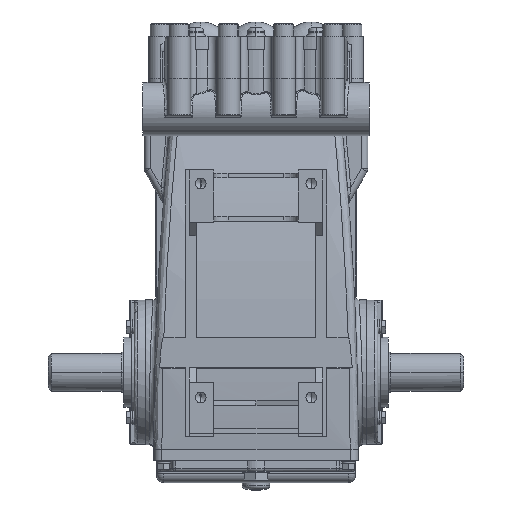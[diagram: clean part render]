
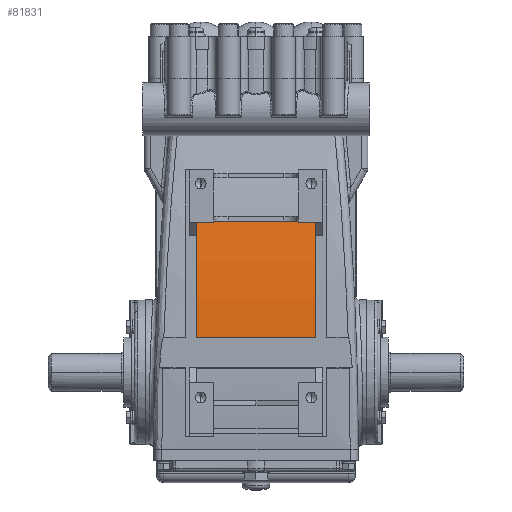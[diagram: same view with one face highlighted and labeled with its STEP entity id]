
A CAD part, front view. The second image highlights one B-rep face of the part: STEP entity #81831.
In plain terms, the highlighted cylindrical face has radius 634.291 mm (diameter 1268.58 mm), a partial arc.
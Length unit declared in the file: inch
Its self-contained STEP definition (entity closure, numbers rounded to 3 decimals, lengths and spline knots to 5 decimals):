
#37304 = DIRECTION ( 'NONE',  ( 0., 0., 1. ) ) ;
#37305 = DIRECTION ( 'NONE',  ( 1., 0., 0. ) ) ;
#37306 = CARTESIAN_POINT ( 'NONE',  ( 1.875, 22.0882, 0.07423 ) ) ;
#37307 = AXIS2_PLACEMENT_3D ( 'NONE', #37306, #37305, #37304 ) ;
#37308 = CIRCLE ( 'NONE', #37307, 24.97208 ) ;
#37309 = CARTESIAN_POINT ( 'NONE',  ( 1.875, -2.45546, 4.68 ) ) ;
#37365 = CARTESIAN_POINT ( 'NONE',  ( 1.875, -2.8633, 1.08774 ) ) ;
#37379 = CARTESIAN_POINT ( 'NONE',  ( -1.875, -2.45546, 4.68 ) ) ;
#37380 = DIRECTION ( 'NONE',  ( 0., 0., -1. ) ) ;
#37381 = DIRECTION ( 'NONE',  ( -1., 0., 0. ) ) ;
#37382 = CARTESIAN_POINT ( 'NONE',  ( -1.875, 22.0882, 0.07423 ) ) ;
#37383 = AXIS2_PLACEMENT_3D ( 'NONE', #37382, #37381, #37380 ) ;
#37384 = CIRCLE ( 'NONE', #37383, 24.97208 ) ;
#37385 = CARTESIAN_POINT ( 'NONE',  ( -1.875, -2.8633, 1.08774 ) ) ;
#37435 = FACE_OUTER_BOUND ( 'NONE', #81833, .T. ) ;
#37471 = DIRECTION ( 'NONE',  ( 0., 0., 1. ) ) ;
#37472 = DIRECTION ( 'NONE',  ( -1., 0., 0. ) ) ;
#37473 = CARTESIAN_POINT ( 'NONE',  ( 3.1935, 22.0882, 0.07423 ) ) ;
#37474 = AXIS2_PLACEMENT_3D ( 'NONE', #37473, #37472, #37471 ) ;
#37476 = CYLINDRICAL_SURFACE ( 'NONE', #37474, 24.97208 ) ;
#37586 = DIRECTION ( 'NONE',  ( 1., 0., 0. ) ) ;
#37587 = VECTOR ( 'NONE', #37586, 39.37008 ) ;
#37588 = CARTESIAN_POINT ( 'NONE',  ( 3.1935, -2.45546, 4.68 ) ) ;
#37589 = LINE ( 'NONE', #37588, #37587 ) ;
#37591 = CARTESIAN_POINT ( 'NONE',  ( -1.314, -2.45546, 4.68 ) ) ;
#37592 = DIRECTION ( 'NONE',  ( 0., 0., -1. ) ) ;
#37593 = DIRECTION ( 'NONE',  ( -1., 0., 0. ) ) ;
#37594 = CARTESIAN_POINT ( 'NONE',  ( -1.314, 22.0882, 0.07423 ) ) ;
#37595 = AXIS2_PLACEMENT_3D ( 'NONE', #37594, #37593, #37592 ) ;
#37596 = CIRCLE ( 'NONE', #37595, 24.97208 ) ;
#37638 = CARTESIAN_POINT ( 'NONE',  ( -1.314, -2.44603, 4.73 ) ) ;
#37639 = DIRECTION ( 'NONE',  ( 1., 0., 0. ) ) ;
#37640 = VECTOR ( 'NONE', #37639, 39.37008 ) ;
#37641 = CARTESIAN_POINT ( 'NONE',  ( 3.1935, -2.44603, 4.73 ) ) ;
#37642 = LINE ( 'NONE', #37641, #37640 ) ;
#37643 = CARTESIAN_POINT ( 'NONE',  ( 1.314, -2.44603, 4.73 ) ) ;
#37644 = DIRECTION ( 'NONE',  ( 0., 0., 1. ) ) ;
#37645 = DIRECTION ( 'NONE',  ( 1., 0., 0. ) ) ;
#37646 = CARTESIAN_POINT ( 'NONE',  ( 1.314, 22.0882, 0.07423 ) ) ;
#37647 = AXIS2_PLACEMENT_3D ( 'NONE', #37646, #37645, #37644 ) ;
#37648 = CIRCLE ( 'NONE', #37647, 24.97208 ) ;
#37649 = CARTESIAN_POINT ( 'NONE',  ( 1.314, -2.45546, 4.68 ) ) ;
#37650 = DIRECTION ( 'NONE',  ( 1., 0., 0. ) ) ;
#37651 = VECTOR ( 'NONE', #37650, 39.37008 ) ;
#37652 = CARTESIAN_POINT ( 'NONE',  ( 3.1935, -2.45546, 4.68 ) ) ;
#37653 = LINE ( 'NONE', #37652, #37651 ) ;
#37654 = DIRECTION ( 'NONE',  ( 1., 0., 0. ) ) ;
#37655 = VECTOR ( 'NONE', #37654, 39.37008 ) ;
#37656 = CARTESIAN_POINT ( 'NONE',  ( 3.1935, -2.8633, 1.08774 ) ) ;
#37657 = LINE ( 'NONE', #37656, #37655 ) ;
#81771 = VERTEX_POINT ( 'NONE', #37309 ) ;
#81774 = EDGE_CURVE ( 'NONE', #81771, #81775, #37308, .T. ) ;
#81775 = VERTEX_POINT ( 'NONE', #37365 ) ;
#81791 = VERTEX_POINT ( 'NONE', #37385 ) ;
#81793 = EDGE_CURVE ( 'NONE', #81791, #81795, #37384, .T. ) ;
#81795 = VERTEX_POINT ( 'NONE', #37379 ) ;
#81831 = ADVANCED_FACE ( 'NONE', ( #37435 ), #37476, .T. ) ;
#81833 = EDGE_LOOP ( 'NONE', ( #81923, #81924, #81927, #81928, #81933, #81939, #81947, #81906 ) ) ;
#81904 = EDGE_CURVE ( 'NONE', #81905, #81945, #37596, .T. ) ;
#81905 = VERTEX_POINT ( 'NONE', #37591 ) ;
#81906 = ORIENTED_EDGE ( 'NONE', *, *, #81907, .F. ) ;
#81907 = EDGE_CURVE ( 'NONE', #81795, #81905, #37589, .T. ) ;
#81923 = ORIENTED_EDGE ( 'NONE', *, *, #81793, .F. ) ;
#81924 = ORIENTED_EDGE ( 'NONE', *, *, #81926, .T. ) ;
#81926 = EDGE_CURVE ( 'NONE', #81791, #81775, #37657, .T. ) ;
#81927 = ORIENTED_EDGE ( 'NONE', *, *, #81774, .F. ) ;
#81928 = ORIENTED_EDGE ( 'NONE', *, *, #81930, .F. ) ;
#81930 = EDGE_CURVE ( 'NONE', #81931, #81771, #37653, .T. ) ;
#81931 = VERTEX_POINT ( 'NONE', #37649 ) ;
#81933 = ORIENTED_EDGE ( 'NONE', *, *, #81934, .F. ) ;
#81934 = EDGE_CURVE ( 'NONE', #81937, #81931, #37648, .T. ) ;
#81937 = VERTEX_POINT ( 'NONE', #37643 ) ;
#81939 = ORIENTED_EDGE ( 'NONE', *, *, #81942, .F. ) ;
#81942 = EDGE_CURVE ( 'NONE', #81945, #81937, #37642, .T. ) ;
#81945 = VERTEX_POINT ( 'NONE', #37638 ) ;
#81947 = ORIENTED_EDGE ( 'NONE', *, *, #81904, .F. ) ;
